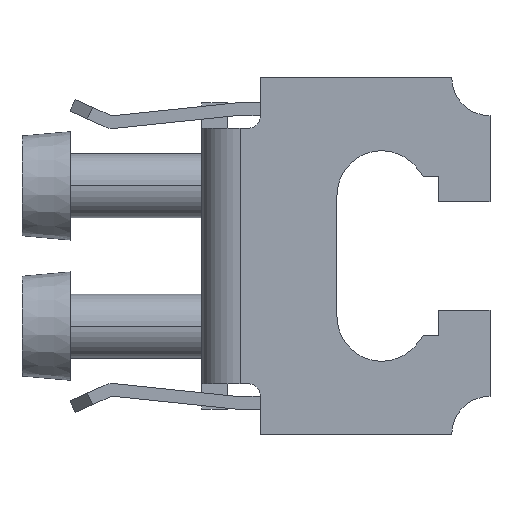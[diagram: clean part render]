
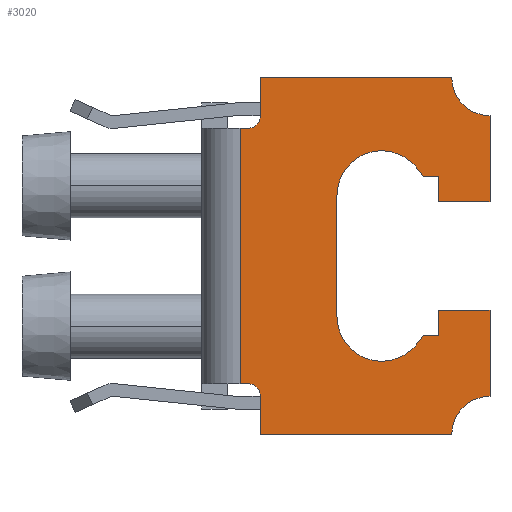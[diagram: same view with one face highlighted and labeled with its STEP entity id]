
A CAD part, left-side view. The second image highlights one B-rep face of the part: STEP entity #3020.
In plain terms, the highlighted face is planar.
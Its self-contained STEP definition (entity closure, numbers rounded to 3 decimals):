
#1014=DIRECTION('',(-1.,0.,0.));
#1015=VECTOR('',#1014,20.);
#1016=CARTESIAN_POINT('',(10.,-3.,6.3));
#1017=LINE('',#1016,#1015);
#1028=DIRECTION('',(0.,1.,0.));
#1029=VECTOR('',#1028,4.);
#1030=CARTESIAN_POINT('',(4.25,-22.6,6.3));
#1031=LINE('',#1030,#1029);
#1035=DIRECTION('',(1.,0.,0.));
#1036=VECTOR('',#1035,2.);
#1037=CARTESIAN_POINT('',(4.25,-18.6,6.3));
#1038=LINE('',#1037,#1036);
#1042=DIRECTION('',(0.,1.,0.));
#1043=VECTOR('',#1042,1.2);
#1044=CARTESIAN_POINT('',(6.25,-18.6,6.3));
#1045=LINE('',#1044,#1043);
#1049=DIRECTION('',(0.771,0.636,0.));
#1050=VECTOR('',#1049,0.943);
#1051=CARTESIAN_POINT('',(6.25,-17.4,6.3));
#1052=LINE('',#1051,#1050);
#1056=CARTESIAN_POINT('',(4.75,-14.1,6.3));
#1057=DIRECTION('',(0.,0.,1.));
#1058=DIRECTION('',(0.636,-0.771,0.));
#1059=AXIS2_PLACEMENT_3D('',#1056,#1057,#1058);
#1064=DIRECTION('',(-1.,0.,0.));
#1065=VECTOR('',#1064,9.5);
#1066=CARTESIAN_POINT('',(4.75,-10.6,6.3));
#1067=LINE('',#1066,#1065);
#1071=CARTESIAN_POINT('',(-4.75,-14.1,6.3));
#1072=DIRECTION('',(0.,0.,1.));
#1073=DIRECTION('',(0.,1.,0.));
#1074=AXIS2_PLACEMENT_3D('',#1071,#1072,#1073);
#1079=DIRECTION('',(0.771,-0.636,0.));
#1080=VECTOR('',#1079,0.943);
#1081=CARTESIAN_POINT('',(-6.978,-16.8,6.3));
#1082=LINE('',#1081,#1080);
#1086=DIRECTION('',(0.,-1.,0.));
#1087=VECTOR('',#1086,1.2);
#1088=CARTESIAN_POINT('',(-6.25,-17.4,6.3));
#1089=LINE('',#1088,#1087);
#1093=DIRECTION('',(1.,0.,0.));
#1094=VECTOR('',#1093,2.);
#1095=CARTESIAN_POINT('',(-6.25,-18.6,6.3));
#1096=LINE('',#1095,#1094);
#1100=CARTESIAN_POINT('',(-14.,-22.6,6.3));
#1101=DIRECTION('',(0.,0.,1.));
#1102=DIRECTION('',(1.,0.,0.));
#1103=AXIS2_PLACEMENT_3D('',#1100,#1101,#1102);
#1108=DIRECTION('',(1.,0.,0.));
#1109=VECTOR('',#1108,3.);
#1110=CARTESIAN_POINT('',(-14.,-4.6,6.3));
#1111=LINE('',#1110,#1109);
#1115=CARTESIAN_POINT('',(-11.,-3.6,6.3));
#1116=DIRECTION('',(0.,0.,1.));
#1117=DIRECTION('',(0.,-1.,0.));
#1118=AXIS2_PLACEMENT_3D('',#1115,#1116,#1117);
#1123=DIRECTION('',(0.,-1.,0.));
#1124=VECTOR('',#1123,0.6);
#1125=CARTESIAN_POINT('',(10.,-3.,6.3));
#1126=LINE('',#1125,#1124);
#1130=CARTESIAN_POINT('',(11.,-3.6,6.3));
#1131=DIRECTION('',(0.,0.,1.));
#1132=DIRECTION('',(-1.,0.,0.));
#1133=AXIS2_PLACEMENT_3D('',#1130,#1131,#1132);
#1138=CARTESIAN_POINT('',(14.,-22.6,6.3));
#1139=DIRECTION('',(0.,0.,1.));
#1140=DIRECTION('',(0.,1.,0.));
#1141=AXIS2_PLACEMENT_3D('',#1138,#1139,#1140);
#1160=DIRECTION('',(1.,0.,0.));
#1161=VECTOR('',#1160,6.75);
#1162=CARTESIAN_POINT('',(4.25,-22.6,6.3));
#1163=LINE('',#1162,#1161);
#1181=DIRECTION('',(0.,1.,0.));
#1182=VECTOR('',#1181,15.);
#1183=CARTESIAN_POINT('',(14.,-19.6,6.3));
#1184=LINE('',#1183,#1182);
#1195=DIRECTION('',(-1.,0.,0.));
#1196=VECTOR('',#1195,3.);
#1197=CARTESIAN_POINT('',(14.,-4.6,6.3));
#1198=LINE('',#1197,#1196);
#1378=DIRECTION('',(0.,-1.,0.));
#1379=VECTOR('',#1378,0.6);
#1380=CARTESIAN_POINT('',(-10.,-3.,6.3));
#1381=LINE('',#1380,#1379);
#1413=DIRECTION('',(0.,-1.,0.));
#1414=VECTOR('',#1413,15.);
#1415=CARTESIAN_POINT('',(-14.,-4.6,6.3));
#1416=LINE('',#1415,#1414);
#1434=DIRECTION('',(1.,0.,0.));
#1435=VECTOR('',#1434,6.75);
#1436=CARTESIAN_POINT('',(-11.,-22.6,6.3));
#1437=LINE('',#1436,#1435);
#1448=DIRECTION('',(0.,1.,0.));
#1449=VECTOR('',#1448,4.);
#1450=CARTESIAN_POINT('',(-4.25,-22.6,6.3));
#1451=LINE('',#1450,#1449);
#1840=CARTESIAN_POINT('',(10.,-3.,6.3));
#1841=VERTEX_POINT('',#1840);
#1844=CARTESIAN_POINT('',(-10.,-3.,6.3));
#1845=VERTEX_POINT('',#1844);
#1846=CARTESIAN_POINT('',(4.25,-22.6,6.3));
#1847=CARTESIAN_POINT('',(4.25,-18.6,6.3));
#1848=VERTEX_POINT('',#1846);
#1849=VERTEX_POINT('',#1847);
#1850=CARTESIAN_POINT('',(6.25,-18.6,6.3));
#1851=VERTEX_POINT('',#1850);
#1852=CARTESIAN_POINT('',(6.25,-17.4,6.3));
#1853=VERTEX_POINT('',#1852);
#1854=CARTESIAN_POINT('',(6.978,-16.8,6.3));
#1855=VERTEX_POINT('',#1854);
#1856=CARTESIAN_POINT('',(4.75,-10.6,6.3));
#1857=VERTEX_POINT('',#1856);
#1858=CARTESIAN_POINT('',(-4.75,-10.6,6.3));
#1859=VERTEX_POINT('',#1858);
#1860=CARTESIAN_POINT('',(-6.978,-16.8,6.3));
#1861=VERTEX_POINT('',#1860);
#1862=CARTESIAN_POINT('',(-6.25,-17.4,6.3));
#1863=VERTEX_POINT('',#1862);
#1864=CARTESIAN_POINT('',(-6.25,-18.6,6.3));
#1865=VERTEX_POINT('',#1864);
#1866=CARTESIAN_POINT('',(-4.25,-18.6,6.3));
#1867=VERTEX_POINT('',#1866);
#1868=CARTESIAN_POINT('',(-4.25,-22.6,6.3));
#1869=VERTEX_POINT('',#1868);
#1870=CARTESIAN_POINT('',(-11.,-22.6,6.3));
#1871=VERTEX_POINT('',#1870);
#1872=CARTESIAN_POINT('',(-14.,-19.6,6.3));
#1873=VERTEX_POINT('',#1872);
#1874=CARTESIAN_POINT('',(-14.,-4.6,6.3));
#1875=VERTEX_POINT('',#1874);
#1876=CARTESIAN_POINT('',(-11.,-4.6,6.3));
#1877=VERTEX_POINT('',#1876);
#1878=CARTESIAN_POINT('',(-10.,-3.6,6.3));
#1879=VERTEX_POINT('',#1878);
#1880=CARTESIAN_POINT('',(10.,-3.6,6.3));
#1881=VERTEX_POINT('',#1880);
#1882=CARTESIAN_POINT('',(11.,-4.6,6.3));
#1883=VERTEX_POINT('',#1882);
#1884=CARTESIAN_POINT('',(14.,-4.6,6.3));
#1885=VERTEX_POINT('',#1884);
#1886=CARTESIAN_POINT('',(14.,-19.6,6.3));
#1887=VERTEX_POINT('',#1886);
#1888=CARTESIAN_POINT('',(11.,-22.6,6.3));
#1889=VERTEX_POINT('',#1888);
#2966=CARTESIAN_POINT('',(0.,0.,6.3));
#2967=DIRECTION('',(0.,0.,1.));
#2968=DIRECTION('',(1.,0.,0.));
#2969=AXIS2_PLACEMENT_3D('',#2966,#2967,#2968);
#2970=PLANE('',#2969);
#2972=ORIENTED_EDGE('',*,*,#2971,.T.);
#2974=ORIENTED_EDGE('',*,*,#2973,.T.);
#2976=ORIENTED_EDGE('',*,*,#2975,.T.);
#2978=ORIENTED_EDGE('',*,*,#2977,.T.);
#2980=ORIENTED_EDGE('',*,*,#2979,.T.);
#2982=ORIENTED_EDGE('',*,*,#2981,.T.);
#2984=ORIENTED_EDGE('',*,*,#2983,.T.);
#2986=ORIENTED_EDGE('',*,*,#2985,.T.);
#2988=ORIENTED_EDGE('',*,*,#2987,.T.);
#2990=ORIENTED_EDGE('',*,*,#2989,.T.);
#2992=ORIENTED_EDGE('',*,*,#2991,.F.);
#2994=ORIENTED_EDGE('',*,*,#2993,.F.);
#2996=ORIENTED_EDGE('',*,*,#2995,.T.);
#2998=ORIENTED_EDGE('',*,*,#2997,.F.);
#3000=ORIENTED_EDGE('',*,*,#2999,.T.);
#3002=ORIENTED_EDGE('',*,*,#3001,.T.);
#3004=ORIENTED_EDGE('',*,*,#3003,.F.);
#3005=ORIENTED_EDGE('',*,*,#2951,.F.);
#3007=ORIENTED_EDGE('',*,*,#3006,.T.);
#3009=ORIENTED_EDGE('',*,*,#3008,.T.);
#3011=ORIENTED_EDGE('',*,*,#3010,.F.);
#3013=ORIENTED_EDGE('',*,*,#3012,.F.);
#3015=ORIENTED_EDGE('',*,*,#3014,.T.);
#3017=ORIENTED_EDGE('',*,*,#3016,.F.);
#3018=EDGE_LOOP('',(#2972,#2974,#2976,#2978,#2980,#2982,#2984,#2986,#2988,#2990,
#2992,#2994,#2996,#2998,#3000,#3002,#3004,#3005,#3007,#3009,#3011,#3013,#3015,
#3017));
#3019=FACE_OUTER_BOUND('',#3018,.F.);
#1060=CIRCLE('',#1059,3.5);
#1075=CIRCLE('',#1074,3.5);
#1104=CIRCLE('',#1103,3.);
#1119=CIRCLE('',#1118,1.);
#1134=CIRCLE('',#1133,1.);
#1142=CIRCLE('',#1141,3.);
#2951=EDGE_CURVE('',#1841,#1845,#1017,.T.);
#2971=EDGE_CURVE('',#1848,#1849,#1031,.T.);
#2973=EDGE_CURVE('',#1849,#1851,#1038,.T.);
#2975=EDGE_CURVE('',#1851,#1853,#1045,.T.);
#2977=EDGE_CURVE('',#1853,#1855,#1052,.T.);
#2979=EDGE_CURVE('',#1855,#1857,#1060,.T.);
#2981=EDGE_CURVE('',#1857,#1859,#1067,.T.);
#2983=EDGE_CURVE('',#1859,#1861,#1075,.T.);
#2985=EDGE_CURVE('',#1861,#1863,#1082,.T.);
#2987=EDGE_CURVE('',#1863,#1865,#1089,.T.);
#2989=EDGE_CURVE('',#1865,#1867,#1096,.T.);
#2991=EDGE_CURVE('',#1869,#1867,#1451,.T.);
#2993=EDGE_CURVE('',#1871,#1869,#1437,.T.);
#2995=EDGE_CURVE('',#1871,#1873,#1104,.T.);
#2997=EDGE_CURVE('',#1875,#1873,#1416,.T.);
#2999=EDGE_CURVE('',#1875,#1877,#1111,.T.);
#3001=EDGE_CURVE('',#1877,#1879,#1119,.T.);
#3003=EDGE_CURVE('',#1845,#1879,#1381,.T.);
#3006=EDGE_CURVE('',#1841,#1881,#1126,.T.);
#3008=EDGE_CURVE('',#1881,#1883,#1134,.T.);
#3010=EDGE_CURVE('',#1885,#1883,#1198,.T.);
#3012=EDGE_CURVE('',#1887,#1885,#1184,.T.);
#3014=EDGE_CURVE('',#1887,#1889,#1142,.T.);
#3016=EDGE_CURVE('',#1848,#1889,#1163,.T.);
#3020=ADVANCED_FACE('',(#3019),#2970,.T.);
